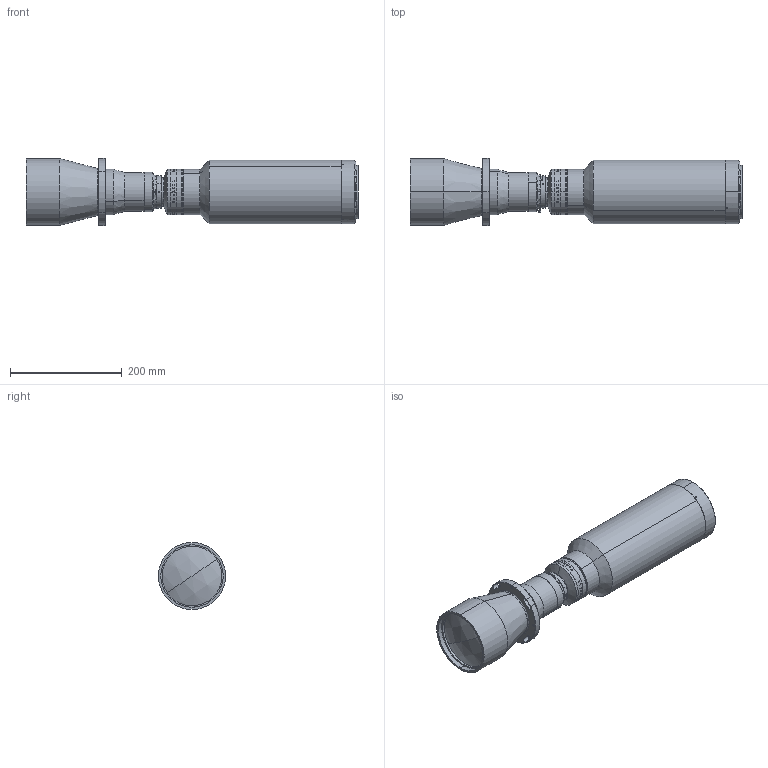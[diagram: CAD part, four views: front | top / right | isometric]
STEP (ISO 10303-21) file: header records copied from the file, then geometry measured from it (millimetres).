
FILE_DESCRIPTION (( 'STEP AP203' ), '1' );
FILE_NAME ('XF-PTL09282-M95-12-VI.STEP', '2019-06-13T07:06:53', ( 'canrill005' ), ( '' ), 'SwSTEP 2.0', 'SolidWorks 2014', '' );
FILE_SCHEMA (( 'CONFIG_CONTROL_DESIGN' ));
Length unit declared in the file: millimetre
Products named in the file (2): XF-PTL09282-M95-12-VI
Bounding box: 594.42 x 120 x 120 mm (x, y, z)
Surface area: 266367.5 mm2 (no closed solid volume)
Topology: 0 solids, 75 shells, 264 faces, 1805 edges, 1593 vertices
Faces by surface type: cylinder 182, plane 43, cone 30, torus 4, bspline 3, sphere 2
Entity records: 29827 total; most frequent: CARTESIAN_POINT 17094, DIRECTION 2397, ORIENTED_EDGE 2209, EDGE_CURVE 1805, VERTEX_POINT 1593, AXIS2_PLACEMENT_3D 934, CIRCLE 671, B_SPLINE_CURVE_WITH_KNOTS 605
